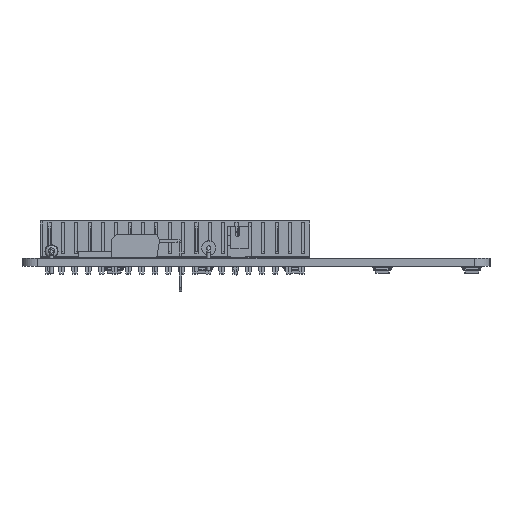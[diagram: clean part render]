
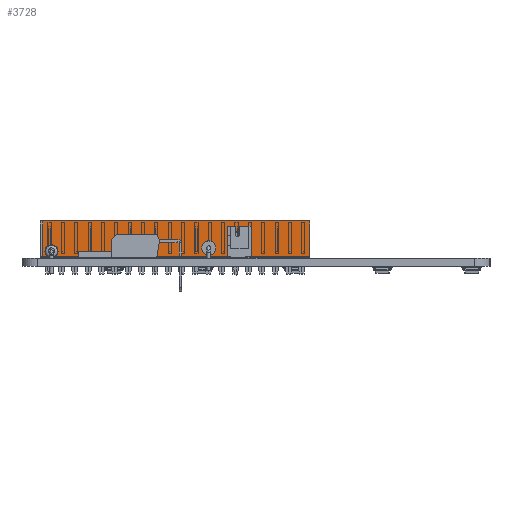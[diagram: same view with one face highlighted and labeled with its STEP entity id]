
A CAD part, left-side view. The second image highlights one B-rep face of the part: STEP entity #3728.
In plain terms, the highlighted planar face has unit normal (-1, 0, 0).
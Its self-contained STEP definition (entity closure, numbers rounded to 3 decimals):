
#1505 = VERTEX_POINT('',#1506);
#1506 = CARTESIAN_POINT('',(-1.27,-49.53,0.));
#1514 = EDGE_CURVE('',#1505,#1515,#1517,.T.);
#1515 = VERTEX_POINT('',#1516);
#1516 = CARTESIAN_POINT('',(-1.27,-49.53,7.));
#1517 = LINE('',#1518,#1519);
#1518 = CARTESIAN_POINT('',(-1.27,-49.53,0.));
#1519 = VECTOR('',#1520,1.);
#1520 = DIRECTION('',(0.,0.,1.));
#1577 = VERTEX_POINT('',#1578);
#1578 = CARTESIAN_POINT('',(-1.27,1.27,7.));
#1584 = EDGE_CURVE('',#1585,#1577,#1587,.T.);
#1585 = VERTEX_POINT('',#1586);
#1586 = CARTESIAN_POINT('',(-1.27,1.27,0.));
#1587 = LINE('',#1588,#1589);
#1588 = CARTESIAN_POINT('',(-1.27,1.27,0.));
#1589 = VECTOR('',#1590,1.);
#1590 = DIRECTION('',(0.,0.,1.));
#1649 = EDGE_CURVE('',#1577,#1515,#1650,.T.);
#1650 = LINE('',#1651,#1652);
#1651 = CARTESIAN_POINT('',(-1.27,1.27,7.));
#1652 = VECTOR('',#1653,1.);
#1653 = DIRECTION('',(0.,-1.,0.));
#2351 = EDGE_CURVE('',#1585,#1505,#2352,.T.);
#2352 = LINE('',#2353,#2354);
#2353 = CARTESIAN_POINT('',(-1.27,1.27,0.));
#2354 = VECTOR('',#2355,1.);
#2355 = DIRECTION('',(0.,-1.,0.));
#3728 = ADVANCED_FACE('',(#3729),#3735,.F.);
#3729 = FACE_BOUND('',#3730,.F.);
#3730 = EDGE_LOOP('',(#3731,#3732,#3733,#3734));
#3731 = ORIENTED_EDGE('',*,*,#1584,.T.);
#3732 = ORIENTED_EDGE('',*,*,#1649,.T.);
#3733 = ORIENTED_EDGE('',*,*,#1514,.F.);
#3734 = ORIENTED_EDGE('',*,*,#2351,.F.);
#3735 = PLANE('',#3736);
#3736 = AXIS2_PLACEMENT_3D('',#3737,#3738,#3739);
#3737 = CARTESIAN_POINT('',(-1.27,1.27,0.));
#3738 = DIRECTION('',(1.,0.,0.));
#3739 = DIRECTION('',(0.,-1.,0.));
